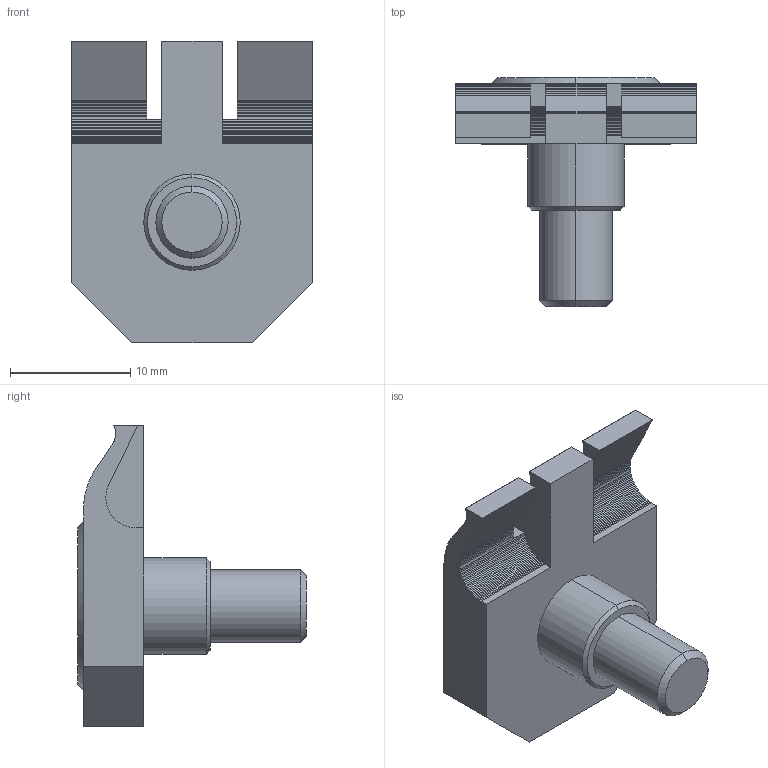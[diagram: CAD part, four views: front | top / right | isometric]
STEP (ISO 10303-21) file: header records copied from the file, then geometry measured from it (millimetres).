
FILE_DESCRIPTION (( 'STEP AP214' ), '1' );
FILE_NAME ('25125.STEP', '2016-07-28T15:40:40', ( 'Mike W' ), ( '' ), 'SwSTEP 2.0', 'SolidWorks 2016', '' );
FILE_SCHEMA (( 'AUTOMOTIVE_DESIGN' ));
Length unit declared in the file: inch
Products named in the file (1): 25125
Bounding box: 20 x 19 x 25 mm (x, y, z)
Volume: 2439.9 mm3; surface area: 1678.7 mm2
Topology: 1 solids, 1 shells, 213 faces, 617 edges, 410 vertices
Faces by surface type: plane 203, cone 6, cylinder 4
Entity records: 7175 total; most frequent: CARTESIAN_POINT 1241, ORIENTED_EDGE 1234, DIRECTION 1061, EDGE_CURVE 617, LINE 601, VECTOR 601, VERTEX_POINT 410, AXIS2_PLACEMENT_3D 230
